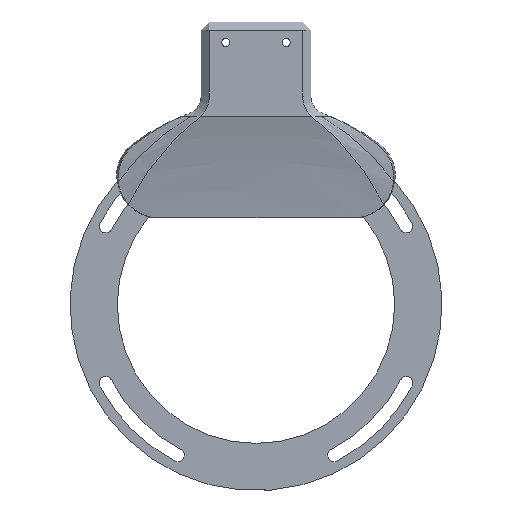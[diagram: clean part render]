
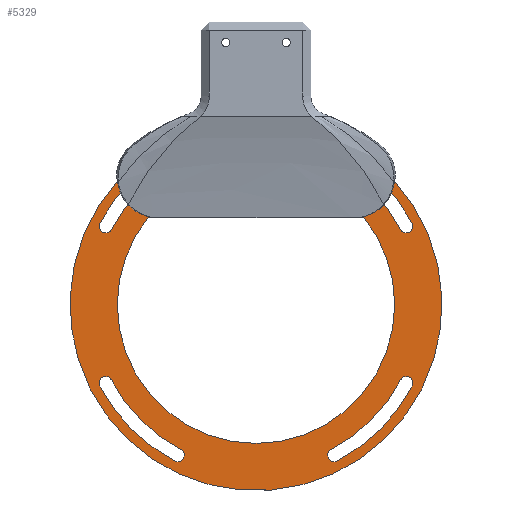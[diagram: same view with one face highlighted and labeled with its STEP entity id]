
A CAD part, front view. The second image highlights one B-rep face of the part: STEP entity #5329.
In plain terms, the highlighted planar face has unit normal (0, -1, 0).
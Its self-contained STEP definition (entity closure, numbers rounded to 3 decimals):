
#206=FACE_BOUND('',#901,.T.);
#207=FACE_BOUND('',#902,.T.);
#208=FACE_BOUND('',#903,.T.);
#209=FACE_BOUND('',#904,.T.);
#210=FACE_BOUND('',#905,.T.);
#267=CIRCLE('',#5664,45.25);
#273=CIRCLE('',#5679,45.25);
#274=CIRCLE('',#5681,39.663);
#275=CIRCLE('',#5683,39.663);
#276=CIRCLE('',#5685,39.663);
#277=CIRCLE('',#5687,39.663);
#278=CIRCLE('',#5689,1.587);
#279=CIRCLE('',#5691,42.838);
#280=CIRCLE('',#5693,1.588);
#281=CIRCLE('',#5695,1.588);
#282=CIRCLE('',#5697,42.838);
#283=CIRCLE('',#5699,1.587);
#284=CIRCLE('',#5701,1.588);
#285=CIRCLE('',#5703,42.838);
#286=CIRCLE('',#5705,1.588);
#287=CIRCLE('',#5707,1.587);
#288=CIRCLE('',#5709,42.838);
#289=CIRCLE('',#5711,1.587);
#294=CIRCLE('',#5732,33.75);
#586=FACE_OUTER_BOUND('',#900,.T.);
#900=EDGE_LOOP('',(#4418,#4419));
#901=EDGE_LOOP('',(#4420,#4421,#4422,#4423));
#902=EDGE_LOOP('',(#4424,#4425,#4426,#4427));
#903=EDGE_LOOP('',(#4428,#4429,#4430,#4431));
#904=EDGE_LOOP('',(#4432,#4433,#4434,#4435));
#905=EDGE_LOOP('',(#4436));
#2441=VERTEX_POINT('',#8173);
#2442=VERTEX_POINT('',#8174);
#2451=VERTEX_POINT('',#8213);
#2452=VERTEX_POINT('',#8215);
#2453=VERTEX_POINT('',#8219);
#2454=VERTEX_POINT('',#8221);
#2455=VERTEX_POINT('',#8225);
#2456=VERTEX_POINT('',#8227);
#2457=VERTEX_POINT('',#8231);
#2458=VERTEX_POINT('',#8233);
#2459=VERTEX_POINT('',#8237);
#2460=VERTEX_POINT('',#8241);
#2461=VERTEX_POINT('',#8247);
#2462=VERTEX_POINT('',#8251);
#2463=VERTEX_POINT('',#8257);
#2464=VERTEX_POINT('',#8261);
#2465=VERTEX_POINT('',#8267);
#2466=VERTEX_POINT('',#8271);
#2475=VERTEX_POINT('',#8317);
#3078=EDGE_CURVE('',#2441,#2442,#267,.T.);
#3097=EDGE_CURVE('',#2442,#2441,#273,.T.);
#3099=EDGE_CURVE('',#2452,#2451,#274,.T.);
#3102=EDGE_CURVE('',#2454,#2453,#275,.T.);
#3105=EDGE_CURVE('',#2456,#2455,#276,.T.);
#3108=EDGE_CURVE('',#2458,#2457,#277,.T.);
#3110=EDGE_CURVE('',#2457,#2459,#278,.T.);
#3112=EDGE_CURVE('',#2459,#2460,#279,.T.);
#3114=EDGE_CURVE('',#2460,#2458,#280,.T.);
#3115=EDGE_CURVE('',#2451,#2461,#281,.T.);
#3117=EDGE_CURVE('',#2461,#2462,#282,.T.);
#3119=EDGE_CURVE('',#2462,#2452,#283,.T.);
#3120=EDGE_CURVE('',#2455,#2463,#284,.T.);
#3122=EDGE_CURVE('',#2463,#2464,#285,.T.);
#3124=EDGE_CURVE('',#2464,#2456,#286,.T.);
#3125=EDGE_CURVE('',#2453,#2465,#287,.T.);
#3127=EDGE_CURVE('',#2465,#2466,#288,.T.);
#3129=EDGE_CURVE('',#2466,#2454,#289,.T.);
#3148=EDGE_CURVE('',#2475,#2475,#294,.T.);
#4418=ORIENTED_EDGE('',*,*,#3097,.T.);
#4419=ORIENTED_EDGE('',*,*,#3078,.T.);
#4420=ORIENTED_EDGE('',*,*,#3115,.T.);
#4421=ORIENTED_EDGE('',*,*,#3117,.T.);
#4422=ORIENTED_EDGE('',*,*,#3119,.T.);
#4423=ORIENTED_EDGE('',*,*,#3099,.T.);
#4424=ORIENTED_EDGE('',*,*,#3125,.T.);
#4425=ORIENTED_EDGE('',*,*,#3127,.T.);
#4426=ORIENTED_EDGE('',*,*,#3129,.T.);
#4427=ORIENTED_EDGE('',*,*,#3102,.T.);
#4428=ORIENTED_EDGE('',*,*,#3120,.T.);
#4429=ORIENTED_EDGE('',*,*,#3122,.T.);
#4430=ORIENTED_EDGE('',*,*,#3124,.T.);
#4431=ORIENTED_EDGE('',*,*,#3105,.T.);
#4432=ORIENTED_EDGE('',*,*,#3110,.T.);
#4433=ORIENTED_EDGE('',*,*,#3112,.T.);
#4434=ORIENTED_EDGE('',*,*,#3114,.T.);
#4435=ORIENTED_EDGE('',*,*,#3108,.T.);
#4436=ORIENTED_EDGE('',*,*,#3148,.F.);
#5087=PLANE('',#5733);
#5329=ADVANCED_FACE('',(#586,#206,#207,#208,#209,#210),#5087,.F.);
#5664=AXIS2_PLACEMENT_3D('',#8175,#6692,#6693);
#5679=AXIS2_PLACEMENT_3D('',#8211,#6735,#6736);
#5681=AXIS2_PLACEMENT_3D('',#8216,#6740,#6741);
#5683=AXIS2_PLACEMENT_3D('',#8222,#6746,#6747);
#5685=AXIS2_PLACEMENT_3D('',#8228,#6752,#6753);
#5687=AXIS2_PLACEMENT_3D('',#8234,#6758,#6759);
#5689=AXIS2_PLACEMENT_3D('',#8238,#6763,#6764);
#5691=AXIS2_PLACEMENT_3D('',#8242,#6768,#6769);
#5693=AXIS2_PLACEMENT_3D('',#8245,#6773,#6774);
#5695=AXIS2_PLACEMENT_3D('',#8248,#6777,#6778);
#5697=AXIS2_PLACEMENT_3D('',#8252,#6782,#6783);
#5699=AXIS2_PLACEMENT_3D('',#8255,#6787,#6788);
#5701=AXIS2_PLACEMENT_3D('',#8258,#6791,#6792);
#5703=AXIS2_PLACEMENT_3D('',#8262,#6796,#6797);
#5705=AXIS2_PLACEMENT_3D('',#8265,#6801,#6802);
#5707=AXIS2_PLACEMENT_3D('',#8268,#6805,#6806);
#5709=AXIS2_PLACEMENT_3D('',#8272,#6810,#6811);
#5711=AXIS2_PLACEMENT_3D('',#8275,#6815,#6816);
#5732=AXIS2_PLACEMENT_3D('',#8319,#6871,#6872);
#5733=AXIS2_PLACEMENT_3D('',#8320,#6873,#6874);
#6692=DIRECTION('center_axis',(0.,-1.,0.));
#6693=DIRECTION('ref_axis',(1.,0.,0.));
#6735=DIRECTION('center_axis',(0.,-1.,0.));
#6736=DIRECTION('ref_axis',(1.,0.,0.));
#6740=DIRECTION('center_axis',(0.,-1.,0.));
#6741=DIRECTION('ref_axis',(-0.887,0.,-0.462));
#6746=DIRECTION('center_axis',(0.,-1.,0.));
#6747=DIRECTION('ref_axis',(0.887,0.,0.462));
#6752=DIRECTION('center_axis',(0.,-1.,0.));
#6753=DIRECTION('ref_axis',(-0.462,0.,0.887));
#6758=DIRECTION('center_axis',(0.,-1.,0.));
#6759=DIRECTION('ref_axis',(0.462,0.,-0.887));
#6763=DIRECTION('center_axis',(0.,1.,0.));
#6764=DIRECTION('ref_axis',(0.887,0.,-0.462));
#6768=DIRECTION('center_axis',(0.,1.,0.));
#6769=DIRECTION('ref_axis',(0.462,0.,-0.887));
#6773=DIRECTION('center_axis',(0.,1.,0.));
#6774=DIRECTION('ref_axis',(-0.462,0.,0.887));
#6777=DIRECTION('center_axis',(0.,1.,0.));
#6778=DIRECTION('ref_axis',(-0.462,0.,-0.887));
#6782=DIRECTION('center_axis',(0.,1.,0.));
#6783=DIRECTION('ref_axis',(-0.887,0.,-0.462));
#6787=DIRECTION('center_axis',(0.,1.,0.));
#6788=DIRECTION('ref_axis',(0.887,0.,0.462));
#6791=DIRECTION('center_axis',(0.,1.,0.));
#6792=DIRECTION('ref_axis',(-0.887,0.,0.462));
#6796=DIRECTION('center_axis',(0.,1.,0.));
#6797=DIRECTION('ref_axis',(-0.462,0.,0.887));
#6801=DIRECTION('center_axis',(0.,1.,0.));
#6802=DIRECTION('ref_axis',(0.462,0.,-0.887));
#6805=DIRECTION('center_axis',(0.,1.,0.));
#6806=DIRECTION('ref_axis',(0.462,0.,0.887));
#6810=DIRECTION('center_axis',(0.,1.,0.));
#6811=DIRECTION('ref_axis',(0.887,0.,0.462));
#6815=DIRECTION('center_axis',(0.,1.,0.));
#6816=DIRECTION('ref_axis',(-0.887,0.,-0.462));
#6871=DIRECTION('center_axis',(0.,-1.,0.));
#6872=DIRECTION('ref_axis',(1.,0.,0.));
#6873=DIRECTION('center_axis',(0.,1.,0.));
#6874=DIRECTION('ref_axis',(1.,0.,0.));
#8173=CARTESIAN_POINT('',(14.777,0.,42.769));
#8174=CARTESIAN_POINT('',(-14.777,0.,42.769));
#8175=CARTESIAN_POINT('Origin',(0.,0.,0.));
#8211=CARTESIAN_POINT('Origin',(0.,0.,0.));
#8213=CARTESIAN_POINT('',(-18.314,0.,-35.181));
#8215=CARTESIAN_POINT('',(-35.181,0.,-18.314));
#8216=CARTESIAN_POINT('Origin',(0.,0.,0.));
#8219=CARTESIAN_POINT('',(18.314,0.,35.181));
#8221=CARTESIAN_POINT('',(35.181,0.,18.314));
#8222=CARTESIAN_POINT('Origin',(0.,0.,0.));
#8225=CARTESIAN_POINT('',(-35.181,0.,18.314));
#8227=CARTESIAN_POINT('',(-18.314,0.,35.181));
#8228=CARTESIAN_POINT('Origin',(0.,0.,0.));
#8231=CARTESIAN_POINT('',(35.181,0.,-18.314));
#8233=CARTESIAN_POINT('',(18.314,0.,-35.181));
#8234=CARTESIAN_POINT('Origin',(0.,0.,0.));
#8237=CARTESIAN_POINT('',(37.997,0.,-19.78));
#8238=CARTESIAN_POINT('Origin',(36.589,0.,-19.047));
#8241=CARTESIAN_POINT('',(19.78,0.,-37.997));
#8242=CARTESIAN_POINT('Origin',(0.,0.,0.));
#8245=CARTESIAN_POINT('Origin',(19.047,0.,-36.589));
#8247=CARTESIAN_POINT('',(-19.78,0.,-37.997));
#8248=CARTESIAN_POINT('Origin',(-19.047,0.,-36.589));
#8251=CARTESIAN_POINT('',(-37.997,0.,-19.78));
#8252=CARTESIAN_POINT('Origin',(0.,0.,0.));
#8255=CARTESIAN_POINT('Origin',(-36.589,0.,-19.047));
#8257=CARTESIAN_POINT('',(-37.997,0.,19.78));
#8258=CARTESIAN_POINT('Origin',(-36.589,0.,19.047));
#8261=CARTESIAN_POINT('',(-19.78,0.,37.997));
#8262=CARTESIAN_POINT('Origin',(0.,0.,0.));
#8265=CARTESIAN_POINT('Origin',(-19.047,0.,36.589));
#8267=CARTESIAN_POINT('',(19.78,0.,37.997));
#8268=CARTESIAN_POINT('Origin',(19.047,0.,36.589));
#8271=CARTESIAN_POINT('',(37.997,0.,19.78));
#8272=CARTESIAN_POINT('Origin',(0.,0.,0.));
#8275=CARTESIAN_POINT('Origin',(36.589,0.,19.047));
#8317=CARTESIAN_POINT('',(-33.75,0.,0.));
#8319=CARTESIAN_POINT('Origin',(0.,0.,0.));
#8320=CARTESIAN_POINT('Origin',(0.,0.,0.));
